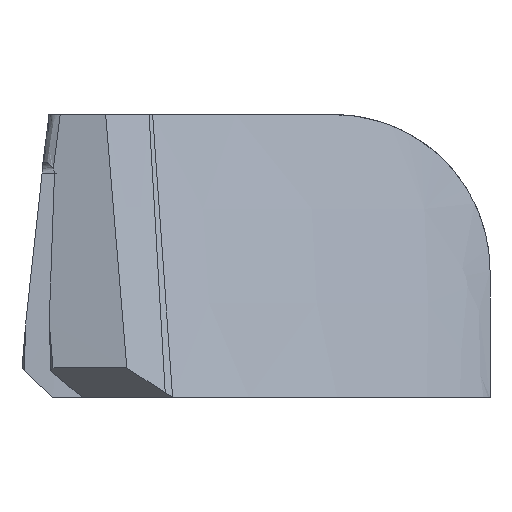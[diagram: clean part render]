
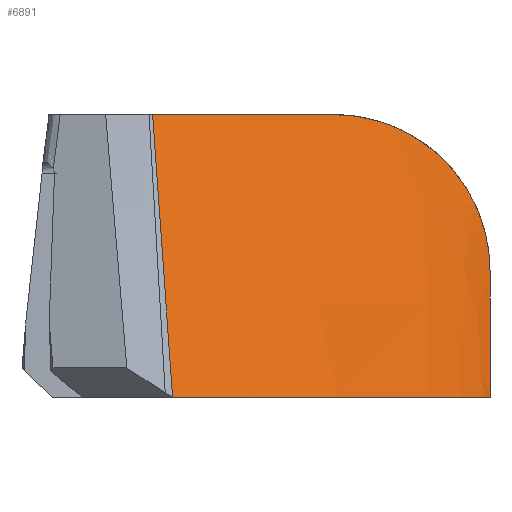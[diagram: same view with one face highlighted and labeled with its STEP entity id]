
A CAD part, left-side view. The second image highlights one B-rep face of the part: STEP entity #6891.
In plain terms, the highlighted free-form (B-spline) face has degree [3, 3] with [4, 9] control points.
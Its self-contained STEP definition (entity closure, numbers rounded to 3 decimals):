
#293=LINE('',#9685,#1012);
#1012=VECTOR('',#7383,10.);
#1933=FACE_OUTER_BOUND('',#2322,.T.);
#2322=EDGE_LOOP('',(#5550,#5551,#5552,#5553,#5554,#5555));
#2555=B_SPLINE_CURVE_WITH_KNOTS('',3,(#9650,#9651,#9652,#9653,#9654,#9655,
#9656,#9657,#9658),.UNSPECIFIED.,.F.,.F.,(4,1,1,1,1,1,4),(0.,0.143,
0.286,0.571,0.786,0.857,
0.999),.UNSPECIFIED.);
#2560=B_SPLINE_CURVE_WITH_KNOTS('',3,(#9696,#9697,#9698,#9699,#9700,#9701,
#9702,#9703,#9704,#9705,#9706,#9707,#9708,#9709),.UNSPECIFIED.,.F.,.F.,
(4,2,2,2,2,2,4),(-2.572,-2.552,-2.263,
-1.901,-1.538,-1.138,-1.008),
 .UNSPECIFIED.);
#2574=B_SPLINE_CURVE_WITH_KNOTS('',3,(#9872,#9873,#9874,#9875,#9876,#9877,
#9878),.UNSPECIFIED.,.F.,.F.,(4,1,1,1,4),(0.508,0.571,
0.786,0.857,1.),.UNSPECIFIED.);
#2657=B_SPLINE_CURVE_WITH_KNOTS('',3,(#11510,#11511,#11512,#11513),
 .UNSPECIFIED.,.F.,.F.,(4,4),(-0.003,0.),.UNSPECIFIED.);
#2667=B_SPLINE_CURVE_WITH_KNOTS('',3,(#11655,#11656,#11657,#11658),
 .UNSPECIFIED.,.F.,.F.,(4,4),(0.,1.92),.UNSPECIFIED.);
#2848=VERTEX_POINT('',#9647);
#2849=VERTEX_POINT('',#9649);
#2853=VERTEX_POINT('',#9683);
#2857=VERTEX_POINT('',#9694);
#2869=VERTEX_POINT('',#9867);
#3152=VERTEX_POINT('',#11509);
#3542=EDGE_CURVE('',#2848,#2849,#2555,.T.);
#3548=EDGE_CURVE('',#2853,#2848,#293,.T.);
#3554=EDGE_CURVE('',#2857,#2853,#2560,.T.);
#3569=EDGE_CURVE('',#2857,#2869,#2574,.T.);
#3997=EDGE_CURVE('',#2849,#3152,#2657,.T.);
#4008=EDGE_CURVE('',#2869,#3152,#2667,.T.);
#5550=ORIENTED_EDGE('',*,*,#3554,.F.);
#5551=ORIENTED_EDGE('',*,*,#3569,.T.);
#5552=ORIENTED_EDGE('',*,*,#4008,.T.);
#5553=ORIENTED_EDGE('',*,*,#3997,.F.);
#5554=ORIENTED_EDGE('',*,*,#3542,.F.);
#5555=ORIENTED_EDGE('',*,*,#3548,.F.);
#6639=B_SPLINE_SURFACE_WITH_KNOTS('',3,3,((#11736,#11737,#11738,#11739,
#11740,#11741,#11742,#11743,#11744),(#11745,#11746,#11747,#11748,#11749,
#11750,#11751,#11752,#11753),(#11754,#11755,#11756,#11757,#11758,#11759,
#11760,#11761,#11762),(#11763,#11764,#11765,#11766,#11767,#11768,#11769,
#11770,#11771)),.UNSPECIFIED.,.F.,.F.,.F.,(4,4),(4,1,1,1,1,1,4),(-1.922,
0.),(0.,0.143,0.286,0.571,0.786,
0.857,1.),.UNSPECIFIED.);
#6891=ADVANCED_FACE('',(#1933),#6639,.T.);
#7383=DIRECTION('',(-0.15,0.,-0.989));
#9647=CARTESIAN_POINT('',(-5.75,0.,0.));
#9649=CARTESIAN_POINT('',(-10.755,21.293,0.));
#9650=CARTESIAN_POINT('Ctrl Pts',(-5.75,0.,0.));
#9651=CARTESIAN_POINT('Ctrl Pts',(-5.691,0.163,0.));
#9652=CARTESIAN_POINT('Ctrl Pts',(-5.617,1.114,0.));
#9653=CARTESIAN_POINT('Ctrl Pts',(-5.995,4.641,0.));
#9654=CARTESIAN_POINT('Ctrl Pts',(-7.334,10.737,0.));
#9655=CARTESIAN_POINT('Ctrl Pts',(-8.808,15.795,0.));
#9656=CARTESIAN_POINT('Ctrl Pts',(-9.884,19.02,0.));
#9657=CARTESIAN_POINT('Ctrl Pts',(-10.414,20.442,0.));
#9658=CARTESIAN_POINT('Ctrl Pts',(-10.755,21.293,0.));
#9683=CARTESIAN_POINT('',(-4.464,0.,8.5));
#9685=CARTESIAN_POINT('',(-2.875,0.,19.));
#9694=CARTESIAN_POINT('',(-4.409,10.5,19.));
#9696=CARTESIAN_POINT('Ctrl Pts',(-4.409,10.5,19.));
#9697=CARTESIAN_POINT('Ctrl Pts',(-4.392,10.43,19.));
#9698=CARTESIAN_POINT('Ctrl Pts',(-4.375,10.36,18.999));
#9699=CARTESIAN_POINT('Ctrl Pts',(-4.115,9.272,18.978));
#9700=CARTESIAN_POINT('Ctrl Pts',(-3.91,8.254,18.809));
#9701=CARTESIAN_POINT('Ctrl Pts',(-3.56,6.035,18.091));
#9702=CARTESIAN_POINT('Ctrl Pts',(-3.448,4.878,17.465));
#9703=CARTESIAN_POINT('Ctrl Pts',(-3.408,2.845,15.806));
#9704=CARTESIAN_POINT('Ctrl Pts',(-3.482,1.998,14.798));
#9705=CARTESIAN_POINT('Ctrl Pts',(-3.792,0.648,12.406));
#9706=CARTESIAN_POINT('Ctrl Pts',(-4.033,0.238,11.079));
#9707=CARTESIAN_POINT('Ctrl Pts',(-4.328,0.026,
9.355));
#9708=CARTESIAN_POINT('Ctrl Pts',(-4.399,0.,
8.928));
#9709=CARTESIAN_POINT('Ctrl Pts',(-4.464,0.,
8.5));
#9867=CARTESIAN_POINT('',(-8.225,22.666,19.));
#9872=CARTESIAN_POINT('Ctrl Pts',(-4.41,10.503,19.));
#9873=CARTESIAN_POINT('Ctrl Pts',(-4.557,11.104,19.));
#9874=CARTESIAN_POINT('Ctrl Pts',(-5.221,13.727,19.));
#9875=CARTESIAN_POINT('Ctrl Pts',(-6.155,16.906,19.));
#9876=CARTESIAN_POINT('Ctrl Pts',(-7.288,20.259,19.));
#9877=CARTESIAN_POINT('Ctrl Pts',(-7.853,21.757,19.));
#9878=CARTESIAN_POINT('Ctrl Pts',(-8.225,22.666,19.));
#11509=CARTESIAN_POINT('',(-10.763,21.321,0.016));
#11510=CARTESIAN_POINT('Ctrl Pts',(-10.755,21.293,0.));
#11511=CARTESIAN_POINT('Ctrl Pts',(-10.758,21.303,0.005));
#11512=CARTESIAN_POINT('Ctrl Pts',(-10.761,21.312,0.011));
#11513=CARTESIAN_POINT('Ctrl Pts',(-10.763,21.321,0.016));
#11655=CARTESIAN_POINT('Ctrl Pts',(-8.225,22.666,19.));
#11656=CARTESIAN_POINT('Ctrl Pts',(-9.071,22.217,12.672));
#11657=CARTESIAN_POINT('Ctrl Pts',(-9.917,21.769,6.344));
#11658=CARTESIAN_POINT('Ctrl Pts',(-10.763,21.321,0.016));
#11736=CARTESIAN_POINT('Ctrl Pts',(-5.75,0.,0.));
#11737=CARTESIAN_POINT('Ctrl Pts',(-5.691,0.163,
0.));
#11738=CARTESIAN_POINT('Ctrl Pts',(-5.617,1.114,0.));
#11739=CARTESIAN_POINT('Ctrl Pts',(-5.995,4.641,0.));
#11740=CARTESIAN_POINT('Ctrl Pts',(-7.334,10.737,0.));
#11741=CARTESIAN_POINT('Ctrl Pts',(-8.808,15.795,0.));
#11742=CARTESIAN_POINT('Ctrl Pts',(-9.888,19.031,0.));
#11743=CARTESIAN_POINT('Ctrl Pts',(-10.421,20.462,0.));
#11744=CARTESIAN_POINT('Ctrl Pts',(-10.766,21.32,0.));
#11745=CARTESIAN_POINT('Ctrl Pts',(-4.792,0.,
6.333));
#11746=CARTESIAN_POINT('Ctrl Pts',(-4.733,0.24,
6.333));
#11747=CARTESIAN_POINT('Ctrl Pts',(-4.672,1.287,6.333));
#11748=CARTESIAN_POINT('Ctrl Pts',(-5.076,4.919,6.333));
#11749=CARTESIAN_POINT('Ctrl Pts',(-6.432,11.062,6.333));
#11750=CARTESIAN_POINT('Ctrl Pts',(-7.923,16.165,6.333));
#11751=CARTESIAN_POINT('Ctrl Pts',(-9.021,19.441,6.333));
#11752=CARTESIAN_POINT('Ctrl Pts',(-9.565,20.893,6.333));
#11753=CARTESIAN_POINT('Ctrl Pts',(-9.919,21.768,6.333));
#11754=CARTESIAN_POINT('Ctrl Pts',(-3.833,0.,
12.667));
#11755=CARTESIAN_POINT('Ctrl Pts',(-3.775,0.317,12.667));
#11756=CARTESIAN_POINT('Ctrl Pts',(-3.728,1.459,12.667));
#11757=CARTESIAN_POINT('Ctrl Pts',(-4.157,5.196,12.667));
#11758=CARTESIAN_POINT('Ctrl Pts',(-5.531,11.386,12.667));
#11759=CARTESIAN_POINT('Ctrl Pts',(-7.039,16.535,12.667));
#11760=CARTESIAN_POINT('Ctrl Pts',(-8.154,19.85,12.667));
#11761=CARTESIAN_POINT('Ctrl Pts',(-8.709,21.325,12.667));
#11762=CARTESIAN_POINT('Ctrl Pts',(-9.072,22.217,12.667));
#11763=CARTESIAN_POINT('Ctrl Pts',(-2.875,0.,19.));
#11764=CARTESIAN_POINT('Ctrl Pts',(-2.816,0.394,
19.));
#11765=CARTESIAN_POINT('Ctrl Pts',(-2.783,1.632,19.));
#11766=CARTESIAN_POINT('Ctrl Pts',(-3.238,5.473,19.));
#11767=CARTESIAN_POINT('Ctrl Pts',(-4.629,11.711,19.));
#11768=CARTESIAN_POINT('Ctrl Pts',(-6.155,16.906,19.));
#11769=CARTESIAN_POINT('Ctrl Pts',(-7.288,20.259,19.));
#11770=CARTESIAN_POINT('Ctrl Pts',(-7.853,21.757,19.));
#11771=CARTESIAN_POINT('Ctrl Pts',(-8.225,22.666,19.));
